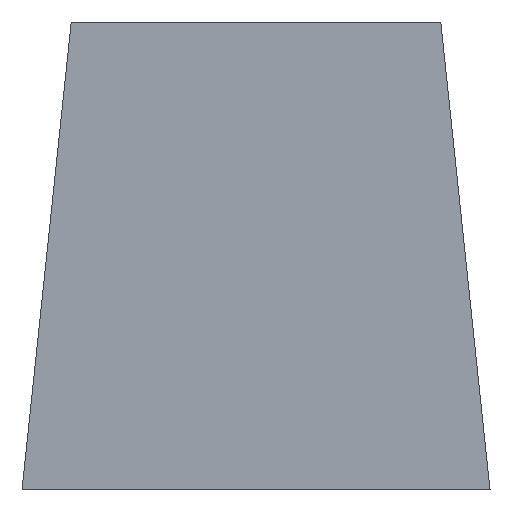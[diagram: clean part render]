
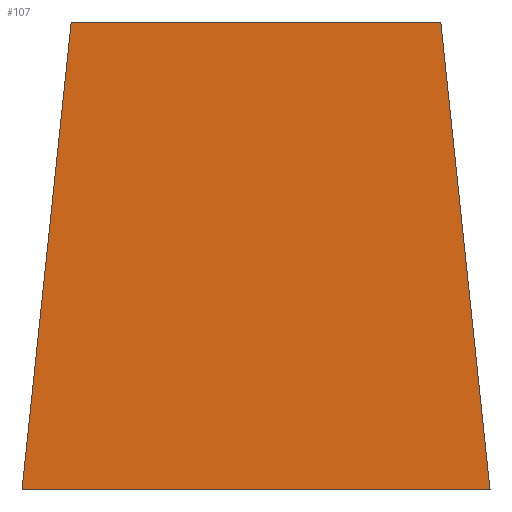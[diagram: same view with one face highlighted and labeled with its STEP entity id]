
A CAD part, left-side view. The second image highlights one B-rep face of the part: STEP entity #107.
In plain terms, the highlighted planar face has unit normal (-1, 0, 0).
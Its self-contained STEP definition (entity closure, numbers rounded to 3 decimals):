
#21=FACE_OUTER_BOUND('',#27,.T.);
#27=EDGE_LOOP('',(#80,#81,#82,#83));
#32=LINE('',#168,#44);
#36=LINE('',#176,#48);
#37=LINE('',#178,#49);
#38=LINE('',#179,#50);
#44=VECTOR('',#142,10.);
#48=VECTOR('',#148,10.);
#49=VECTOR('',#149,10.);
#50=VECTOR('',#150,10.);
#56=VERTEX_POINT('',#166);
#57=VERTEX_POINT('',#167);
#60=VERTEX_POINT('',#175);
#61=VERTEX_POINT('',#177);
#64=EDGE_CURVE('',#56,#57,#32,.T.);
#68=EDGE_CURVE('',#60,#57,#36,.T.);
#69=EDGE_CURVE('',#60,#61,#37,.T.);
#70=EDGE_CURVE('',#56,#61,#38,.T.);
#80=ORIENTED_EDGE('',*,*,#64,.T.);
#81=ORIENTED_EDGE('',*,*,#68,.F.);
#82=ORIENTED_EDGE('',*,*,#69,.T.);
#83=ORIENTED_EDGE('',*,*,#70,.F.);
#101=PLANE('',#133);
#107=ADVANCED_FACE('',(#21),#101,.T.);
#133=AXIS2_PLACEMENT_3D('',#174,#146,#147);
#142=DIRECTION('',(0.,0.105,-0.995));
#146=DIRECTION('center_axis',(-1.,0.,0.));
#147=DIRECTION('ref_axis',(0.,-1.,0.));
#148=DIRECTION('',(0.,1.,0.));
#149=DIRECTION('',(0.,0.105,0.995));
#150=DIRECTION('',(0.,-1.,0.));
#166=CARTESIAN_POINT('',(-500.,197.448,250.));
#167=CARTESIAN_POINT('',(-500.,250.,-250.));
#168=CARTESIAN_POINT('',(-500.,210.729,123.634));
#174=CARTESIAN_POINT('Origin',(-500.,250.,0.));
#175=CARTESIAN_POINT('',(-500.,-250.,-250.));
#176=CARTESIAN_POINT('',(-500.,250.,-250.));
#177=CARTESIAN_POINT('',(-500.,-197.448,250.));
#178=CARTESIAN_POINT('',(-500.,-207.998,149.623));
#179=CARTESIAN_POINT('',(-500.,250.,250.));
